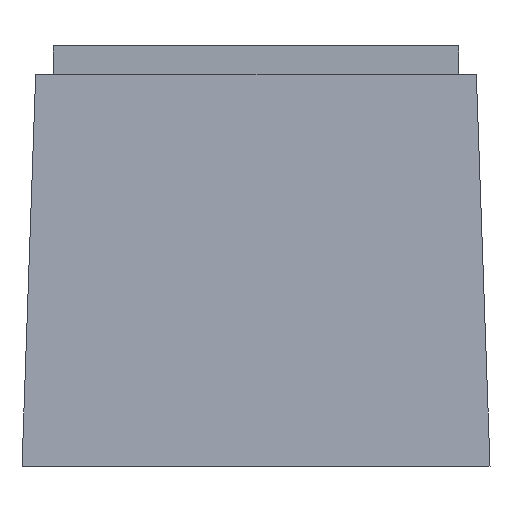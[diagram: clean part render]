
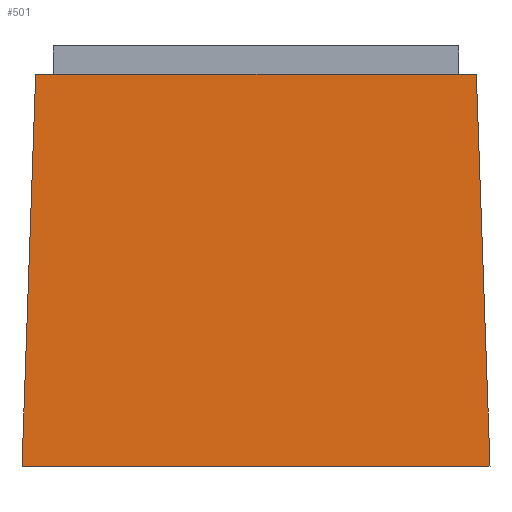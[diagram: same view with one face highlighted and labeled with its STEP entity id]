
A CAD part, left-side view. The second image highlights one B-rep face of the part: STEP entity #501.
In plain terms, the highlighted planar face has unit normal (-0.999, 0, 0.035).
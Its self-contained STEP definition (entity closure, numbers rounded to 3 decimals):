
#481=AXIS2_PLACEMENT_3D('Plane Axis2P3D',#478,#479,#480) ;
#410=CARTESIAN_POINT('Vertex',(0.576,19.138,16.5)) ;
#413=CARTESIAN_POINT('Line Origine',(0.576,9.857,16.5)) ;
#417=CARTESIAN_POINT('Vertex',(0.576,0.576,16.5)) ;
#457=CARTESIAN_POINT('Vertex',(0.,19.714,0.)) ;
#460=CARTESIAN_POINT('Line Origine',(0.288,19.426,8.25)) ;
#478=CARTESIAN_POINT('Axis2P3D Location',(0.264,20.857,7.557)) ;
#483=CARTESIAN_POINT('Line Origine',(0.,9.857,0.)) ;
#487=CARTESIAN_POINT('Vertex',(0.,0.,0.)) ;
#490=CARTESIAN_POINT('Line Origine',(0.288,0.288,8.25)) ;
#414=DIRECTION('Vector Direction',(0.,-1.,0.)) ;
#461=DIRECTION('Vector Direction',(0.035,-0.035,0.999)) ;
#479=DIRECTION('Axis2P3D Direction',(-0.999,0.,0.035)) ;
#480=DIRECTION('Axis2P3D XDirection',(-0.035,0.,-0.999)) ;
#484=DIRECTION('Vector Direction',(0.,-1.,0.)) ;
#491=DIRECTION('Vector Direction',(-0.035,-0.035,-0.999)) ;
#415=VECTOR('Line Direction',#414,1.) ;
#462=VECTOR('Line Direction',#461,1.) ;
#485=VECTOR('Line Direction',#484,1.) ;
#492=VECTOR('Line Direction',#491,1.) ;
#496=ORIENTED_EDGE('',*,*,#464,.F.) ;
#497=ORIENTED_EDGE('',*,*,#489,.T.) ;
#498=ORIENTED_EDGE('',*,*,#494,.F.) ;
#499=ORIENTED_EDGE('',*,*,#419,.F.) ;
#501=ADVANCED_FACE('MANIFOLD_SOLID_BREP #101',(#500),#482,.T.) ;
#419=EDGE_CURVE('',#411,#418,#416,.T.) ;
#464=EDGE_CURVE('',#458,#411,#463,.T.) ;
#489=EDGE_CURVE('',#458,#488,#486,.T.) ;
#494=EDGE_CURVE('',#418,#488,#493,.T.) ;
#495=EDGE_LOOP('',(#496,#497,#498,#499)) ;
#500=FACE_OUTER_BOUND('',#495,.T.) ;
#416=LINE('Line',#413,#415) ;
#463=LINE('Line',#460,#462) ;
#486=LINE('Line',#483,#485) ;
#493=LINE('Line',#490,#492) ;
#482=PLANE('',#481) ;
#411=VERTEX_POINT('',#410) ;
#418=VERTEX_POINT('',#417) ;
#458=VERTEX_POINT('',#457) ;
#488=VERTEX_POINT('',#487) ;
